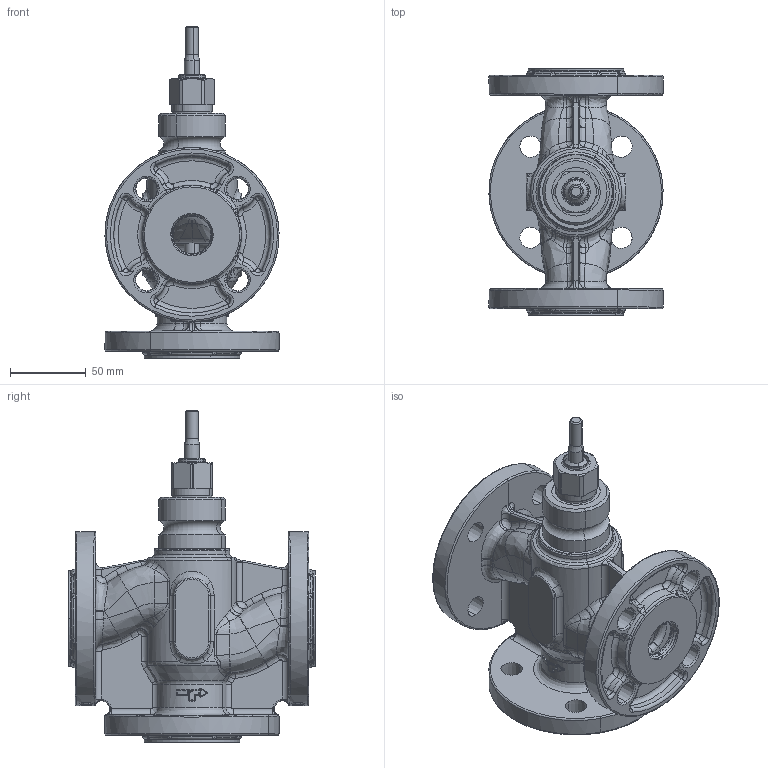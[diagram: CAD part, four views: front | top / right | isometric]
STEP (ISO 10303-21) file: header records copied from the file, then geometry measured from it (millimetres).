
FILE_DESCRIPTION(('CATIA V5 STEP Exchange'),'2;1');
FILE_NAME('VLA335 DN25.stp','2013-11-05T06:31:25+00:00',('none'),('none'),'CATIA Version 5 Release 20 SP 6 (IN-10)','CATIA V5 STEP AP203','none');
FILE_SCHEMA(('CONFIG_CONTROL_DESIGN'));
Products named in the file (2): VLA335 DN25; 954-1367s1
Assembly tree (13 placements, depth 3):
  VLA335 DN25
    #58
    954-1367s1
      #98132
      #100937  x2
      #101075  x2
      #101514
    #101706
    #102197
    #103664  x3
Bounding box: 114.97 x 163 x 219.25 mm (x, y, z)
Volume: 550546 mm3; surface area: 197783 mm2
Topology: 12 solids, 12 shells, 1716 faces, 3944 edges, 2194 vertices
Faces by surface type: bspline 640, torus 387, cylinder 256, cone 219, plane 130, sphere 48, revolution 24, extrusion 12
Entity records: 103826 total; most frequent: CARTESIAN_POINT 72822, ORIENTED_EDGE 7638, EDGE_CURVE 3819, DIRECTION 3763, AXIS2_PLACEMENT_3D 2326, VERTEX_POINT 2156, B_SPLINE_CURVE_WITH_KNOTS 1832, EDGE_LOOP 1731
